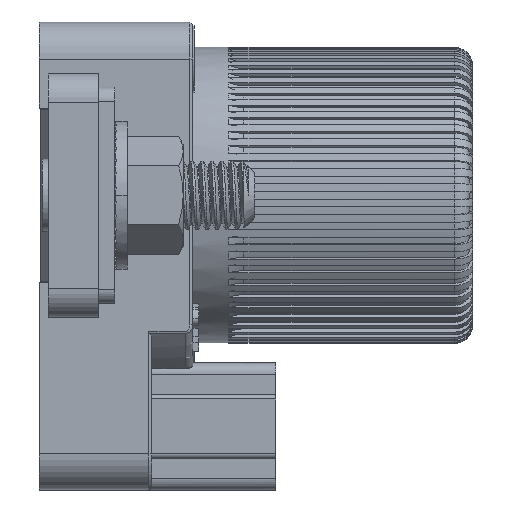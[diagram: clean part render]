
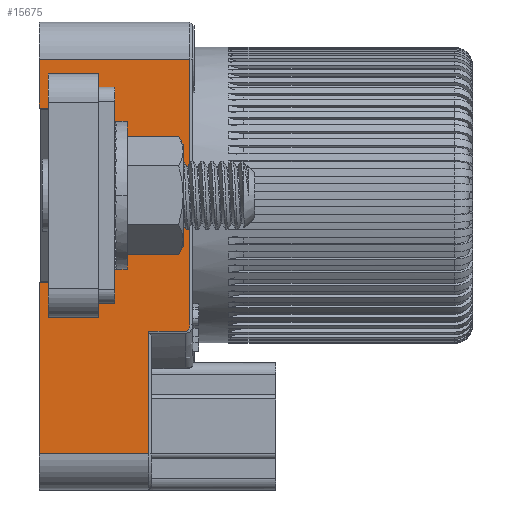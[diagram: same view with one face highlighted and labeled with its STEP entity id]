
A CAD part, left-side view. The second image highlights one B-rep face of the part: STEP entity #15675.
In plain terms, the highlighted planar face has unit normal (-1, 0, 0).
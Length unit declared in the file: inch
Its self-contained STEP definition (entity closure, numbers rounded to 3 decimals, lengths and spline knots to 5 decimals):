
#1183 = EDGE_CURVE ( 'NONE', #92660, #108676, #74357, .T. ) ;
#1310 = EDGE_CURVE ( 'NONE', #133891, #42902, #75894, .T. ) ;
#1943 = VERTEX_POINT ( 'NONE', #17897 ) ;
#2154 = VECTOR ( 'NONE', #12954, 39.37008 ) ;
#6257 = DIRECTION ( 'NONE',  ( 1., 0., 0. ) ) ;
#7185 = ORIENTED_EDGE ( 'NONE', *, *, #32031, .F. ) ;
#8562 = CARTESIAN_POINT ( 'NONE',  ( -1.2, 1.54379, -1.79 ) ) ;
#8592 = VERTEX_POINT ( 'NONE', #101139 ) ;
#9541 = VECTOR ( 'NONE', #110490, 39.37008 ) ;
#11141 = DIRECTION ( 'NONE',  ( 0., 0., 1. ) ) ;
#12954 = DIRECTION ( 'NONE',  ( 0., -1., 0. ) ) ;
#13655 = ORIENTED_EDGE ( 'NONE', *, *, #103660, .T. ) ;
#14468 = DIRECTION ( 'NONE',  ( 0., 0., 1. ) ) ;
#15675 = ADVANCED_FACE ( 'NONE', ( #115263 ), #57473, .F. ) ;
#17897 = CARTESIAN_POINT ( 'NONE',  ( -1.2, 1.02075, 0.604 ) ) ;
#19004 = CARTESIAN_POINT ( 'NONE',  ( -1.2, 1.02075, -0.604 ) ) ;
#19274 = VECTOR ( 'NONE', #28813, 39.37008 ) ;
#19856 = CARTESIAN_POINT ( 'NONE',  ( -1.2, 0.51976, -0.93978 ) ) ;
#21567 = VERTEX_POINT ( 'NONE', #25175 ) ;
#21948 = DIRECTION ( 'NONE',  ( 0., -1., 0. ) ) ;
#22009 = EDGE_CURVE ( 'NONE', #86299, #8592, #46856, .T. ) ;
#22390 = EDGE_CURVE ( 'NONE', #58750, #86299, #116400, .T. ) ;
#23054 = VECTOR ( 'NONE', #11141, 39.37008 ) ;
#24737 = ORIENTED_EDGE ( 'NONE', *, *, #22009, .F. ) ;
#25175 = CARTESIAN_POINT ( 'NONE',  ( -1.2, 0.53139, -0.94218 ) ) ;
#28813 = DIRECTION ( 'NONE',  ( 0., -1., 0. ) ) ;
#29806 = EDGE_CURVE ( 'NONE', #1943, #58750, #119593, .T. ) ;
#30332 = CARTESIAN_POINT ( 'NONE',  ( -1.2, 0.51045, -0.92871 ) ) ;
#32011 = CARTESIAN_POINT ( 'NONE',  ( -1.2, 1.54379, -0.94916 ) ) ;
#32031 = EDGE_CURVE ( 'NONE', #108676, #1943, #94005, .T. ) ;
#32468 = CARTESIAN_POINT ( 'NONE',  ( -1.2, 0.86639, -1.79 ) ) ;
#33916 = VECTOR ( 'NONE', #64359, 39.37008 ) ;
#36375 = CARTESIAN_POINT ( 'NONE',  ( -1.2, 1.54379, 0.943 ) ) ;
#40782 = CARTESIAN_POINT ( 'NONE',  ( -1.2, 0.50844, -0.92501 ) ) ;
#42902 = VERTEX_POINT ( 'NONE', #77752 ) ;
#46394 = DIRECTION ( 'NONE',  ( 0., -1., 0. ) ) ;
#46856 = LINE ( 'NONE', #108279, #126109 ) ;
#47073 = EDGE_CURVE ( 'NONE', #133891, #92660, #105630, .T. ) ;
#48596 = CARTESIAN_POINT ( 'NONE',  ( -1.2, 1.02075, 0.604 ) ) ;
#49127 = VECTOR ( 'NONE', #118387, 39.37008 ) ;
#51160 = CARTESIAN_POINT ( 'NONE',  ( -1.2, 0.50798, -0.92407 ) ) ;
#53563 = ORIENTED_EDGE ( 'NONE', *, *, #29806, .F. ) ;
#55715 = CARTESIAN_POINT ( 'NONE',  ( -1.2, 0.78639, -0.94218 ) ) ;
#56474 = CARTESIAN_POINT ( 'NONE',  ( -1.2, 0.50139, -0.94916 ) ) ;
#57473 = PLANE ( 'NONE',  #63908 ) ;
#58750 = VERTEX_POINT ( 'NONE', #70981 ) ;
#58834 = B_SPLINE_CURVE_WITH_KNOTS ( 'NONE', 3,
 ( #112171, #133025, #19856, #92275, #30332, #102645, #40782, #113073, #51160, #123490, #61575, #133899, #71935 ),
 .UNSPECIFIED., .F., .F.,
 ( 4, 1, 1, 1, 1, 1, 2, 2, 4 ),
 ( 0., 0.25, 0.375, 0.4375, 0.46875, 0.48437, 0.49219, 0.5, 1. ),
 .UNSPECIFIED. ) ;
#60698 = DIRECTION ( 'NONE',  ( 0., 0., 1. ) ) ;
#61575 = CARTESIAN_POINT ( 'NONE',  ( -1.2, 0.50358, -0.91481 ) ) ;
#62543 = ORIENTED_EDGE ( 'NONE', *, *, #129213, .T. ) ;
#63296 = VECTOR ( 'NONE', #60698, 39.37008 ) ;
#63908 = AXIS2_PLACEMENT_3D ( 'NONE', #68281, #6257, #78712 ) ;
#64359 = DIRECTION ( 'NONE',  ( 0., 0., 1. ) ) ;
#65266 = ORIENTED_EDGE ( 'NONE', *, *, #1310, .T. ) ;
#68281 = CARTESIAN_POINT ( 'NONE',  ( -1.2, 0.56639, -0.94916 ) ) ;
#70981 = CARTESIAN_POINT ( 'NONE',  ( -1.2, 1.54379, 0.604 ) ) ;
#71935 = CARTESIAN_POINT ( 'NONE',  ( -1.2, 0.50139, -0.89331 ) ) ;
#74357 = LINE ( 'NONE', #121505, #19274 ) ;
#74945 = CARTESIAN_POINT ( 'NONE',  ( -1.2, 0.56639, -0.94218 ) ) ;
#75077 = CARTESIAN_POINT ( 'NONE',  ( -1.2, 0.50139, -0.89331 ) ) ;
#75894 = LINE ( 'NONE', #32468, #103390 ) ;
#77752 = CARTESIAN_POINT ( 'NONE',  ( -1.2, 0.78639, -1.79 ) ) ;
#78712 = DIRECTION ( 'NONE',  ( 0., 0., -1. ) ) ;
#78848 = ORIENTED_EDGE ( 'NONE', *, *, #22390, .F. ) ;
#81578 = LINE ( 'NONE', #74945, #2154 ) ;
#82634 = VERTEX_POINT ( 'NONE', #75077 ) ;
#85086 = CARTESIAN_POINT ( 'NONE',  ( -1.2, 1.54379, -0.94916 ) ) ;
#86299 = VERTEX_POINT ( 'NONE', #36375 ) ;
#87225 = VERTEX_POINT ( 'NONE', #95284 ) ;
#92275 = CARTESIAN_POINT ( 'NONE',  ( -1.2, 0.51333, -0.93306 ) ) ;
#92660 = VERTEX_POINT ( 'NONE', #97560 ) ;
#93667 = ORIENTED_EDGE ( 'NONE', *, *, #131079, .T. ) ;
#93950 = VECTOR ( 'NONE', #14468, 39.37008 ) ;
#94005 = LINE ( 'NONE', #19004, #63296 ) ;
#95284 = CARTESIAN_POINT ( 'NONE',  ( -1.2, 0.78639, -0.94218 ) ) ;
#95550 = EDGE_LOOP ( 'NONE', ( #65266, #62543, #93667, #13655, #105012, #24737, #78848, #53563, #7185, #125658, #106247 ) ) ;
#97560 = CARTESIAN_POINT ( 'NONE',  ( -1.2, 1.54379, -0.604 ) ) ;
#101139 = CARTESIAN_POINT ( 'NONE',  ( -1.2, 0.50139, 0.943 ) ) ;
#102645 = CARTESIAN_POINT ( 'NONE',  ( -1.2, 0.5091, -0.92628 ) ) ;
#103390 = VECTOR ( 'NONE', #21948, 39.37008 ) ;
#103660 = EDGE_CURVE ( 'NONE', #21567, #82634, #58834, .T. ) ;
#104017 = EDGE_CURVE ( 'NONE', #82634, #8592, #104033, .T. ) ;
#104033 = LINE ( 'NONE', #56474, #49127 ) ;
#105012 = ORIENTED_EDGE ( 'NONE', *, *, #104017, .T. ) ;
#105630 = LINE ( 'NONE', #32011, #23054 ) ;
#106247 = ORIENTED_EDGE ( 'NONE', *, *, #47073, .F. ) ;
#108279 = CARTESIAN_POINT ( 'NONE',  ( -1.2, 0.56639, 0.943 ) ) ;
#108676 = VERTEX_POINT ( 'NONE', #114628 ) ;
#110490 = DIRECTION ( 'NONE',  ( 0., 1., 0. ) ) ;
#112171 = CARTESIAN_POINT ( 'NONE',  ( -1.2, 0.53139, -0.94218 ) ) ;
#113073 = CARTESIAN_POINT ( 'NONE',  ( -1.2, 0.50817, -0.92445 ) ) ;
#114628 = CARTESIAN_POINT ( 'NONE',  ( -1.2, 1.02075, -0.604 ) ) ;
#115263 = FACE_OUTER_BOUND ( 'NONE', #95550, .T. ) ;
#116400 = LINE ( 'NONE', #85086, #33916 ) ;
#118387 = DIRECTION ( 'NONE',  ( 0., 0., 1. ) ) ;
#119593 = LINE ( 'NONE', #48596, #9541 ) ;
#121459 = LINE ( 'NONE', #55715, #93950 ) ;
#121505 = CARTESIAN_POINT ( 'NONE',  ( -1.2, 1.54379, -0.604 ) ) ;
#123490 = CARTESIAN_POINT ( 'NONE',  ( -1.2, 0.50787, -0.92383 ) ) ;
#125658 = ORIENTED_EDGE ( 'NONE', *, *, #1183, .F. ) ;
#126109 = VECTOR ( 'NONE', #46394, 39.37008 ) ;
#129213 = EDGE_CURVE ( 'NONE', #42902, #87225, #121459, .T. ) ;
#131079 = EDGE_CURVE ( 'NONE', #87225, #21567, #81578, .T. ) ;
#133025 = CARTESIAN_POINT ( 'NONE',  ( -1.2, 0.52643, -0.94213 ) ) ;
#133891 = VERTEX_POINT ( 'NONE', #8562 ) ;
#133899 = CARTESIAN_POINT ( 'NONE',  ( -1.2, 0.50144, -0.90468 ) ) ;
